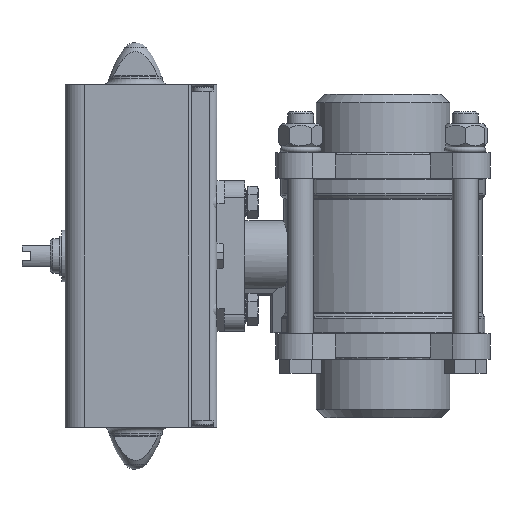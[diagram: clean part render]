
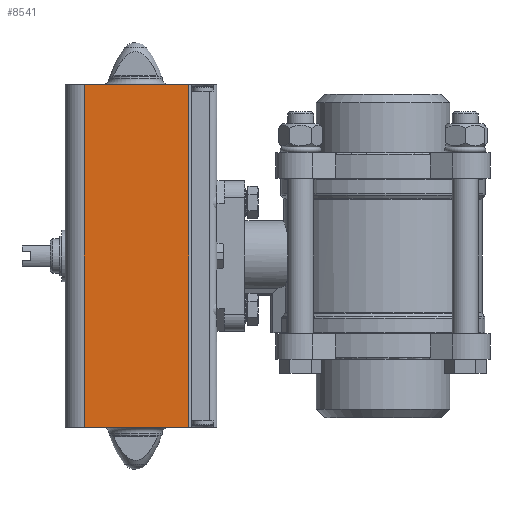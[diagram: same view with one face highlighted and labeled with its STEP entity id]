
A CAD part, left-side view. The second image highlights one B-rep face of the part: STEP entity #8541.
In plain terms, the highlighted planar face has unit normal (-1, 0, 0).
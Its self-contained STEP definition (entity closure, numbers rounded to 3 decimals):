
#2170=ORIENTED_EDGE('',*,*,#3825,.T.);
#2171=ORIENTED_EDGE('',*,*,#3826,.F.);
#2172=ORIENTED_EDGE('',*,*,#3827,.F.);
#2173=ORIENTED_EDGE('',*,*,#3828,.T.);
#3825=EDGE_CURVE('',#4771,#4772,#5493,.T.);
#3826=EDGE_CURVE('',#4773,#4772,#5494,.T.);
#3827=EDGE_CURVE('',#4774,#4773,#5495,.T.);
#3828=EDGE_CURVE('',#4774,#4771,#5496,.T.);
#4771=VERTEX_POINT('',#14368);
#4772=VERTEX_POINT('',#14369);
#4773=VERTEX_POINT('',#14371);
#4774=VERTEX_POINT('',#14373);
#5493=LINE('',#14367,#6169);
#5494=LINE('',#14370,#6170);
#5495=LINE('',#14372,#6171);
#5496=LINE('',#14374,#6172);
#6169=VECTOR('',#11210,1000.);
#6170=VECTOR('',#11211,1000.);
#6171=VECTOR('',#11212,1000.);
#6172=VECTOR('',#11213,1000.);
#6836=EDGE_LOOP('',(#2170,#2171,#2172,#2173));
#7588=FACE_BOUND('',#6836,.T.);
#8121=PLANE('',#9355);
#8541=ADVANCED_FACE('',(#7588),#8121,.F.);
#9355=AXIS2_PLACEMENT_3D('',#14366,#11208,#11209);
#11208=DIRECTION('',(1.,0.,0.));
#11209=DIRECTION('',(0.,0.,-1.));
#11210=DIRECTION('',(0.,-1.,0.));
#11211=DIRECTION('',(0.,0.,-1.));
#11212=DIRECTION('',(0.,-1.,0.));
#11213=DIRECTION('',(0.,0.,-1.));
#14366=CARTESIAN_POINT('',(-32.7,23.9,79.5));
#14367=CARTESIAN_POINT('',(-32.7,23.9,-79.5));
#14368=CARTESIAN_POINT('',(-32.7,23.9,-79.5));
#14369=CARTESIAN_POINT('',(-32.7,-24.7,-79.5));
#14370=CARTESIAN_POINT('',(-32.7,-24.7,79.5));
#14371=CARTESIAN_POINT('',(-32.7,-24.7,79.5));
#14372=CARTESIAN_POINT('',(-32.7,23.9,79.5));
#14373=CARTESIAN_POINT('',(-32.7,23.9,79.5));
#14374=CARTESIAN_POINT('',(-32.7,23.9,79.5));
